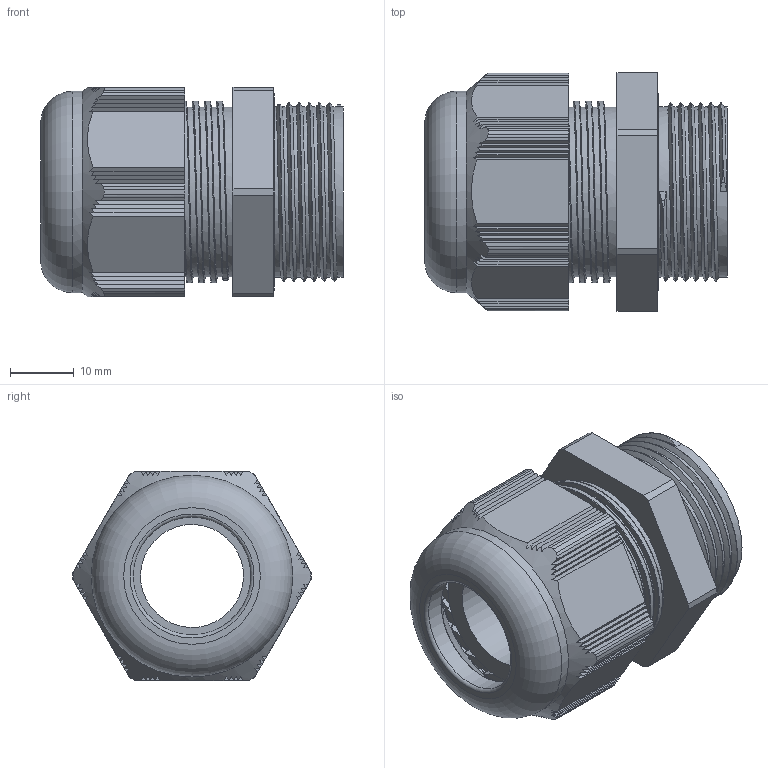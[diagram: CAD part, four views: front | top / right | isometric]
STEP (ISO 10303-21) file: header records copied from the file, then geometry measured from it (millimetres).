
FILE_DESCRIPTION(/* description */ ('Euro-Top PG21, KB: 9-16 mm'),/* implementation_level */ '2;1');
FILE_NAME(/* name */ '11180421-RST.stp',/* time_stamp */ '2019-11-27T08:59:54+01:00',/* author */ ('sl'),/* organization */ (''),/* preprocessor_version */ 'ST-DEVELOPER v16.5',/* originating_system */ 'Autodesk Inventor 2017',/* authorisation */ '');
FILE_SCHEMA (('AUTOMOTIVE_DESIGN { 1 0 10303 214 3 1 1 }'));
Length unit declared in the file: millimetre
Products named in the file (4): 11180421; 11080421; 11080421_1; 11180421_1
Assembly tree (3 placements, depth 2):
  11180421
    11080421
    11080421_1
    11180421_1
Bounding box: 47.6 x 37.48 x 33 mm (x, y, z)
Volume: 19094.6 mm3; surface area: 18002.2 mm2
Topology: 3 solids, 3 shells, 346 faces, 981 edges, 646 vertices
Faces by surface type: plane 215, cylinder 81, torus 24, bspline 22, cone 4
Full cylindrical faces by diameter (mm): 16.2 x1, 18.5 x1, 19.18 x1, 22.33 x1, 22.5 x1, 22.9 x1, 26.34 x1, 26.74 x6, 26.78 x6, 27.35 x7, 29.2 x7, 31.7 x1
Entity records: 16302 total; most frequent: CARTESIAN_POINT 8289, ORIENTED_EDGE 1754, DIRECTION 1537, EDGE_CURVE 877, VERTEX_POINT 590, AXIS2_PLACEMENT_3D 538, LINE 461, VECTOR 461
